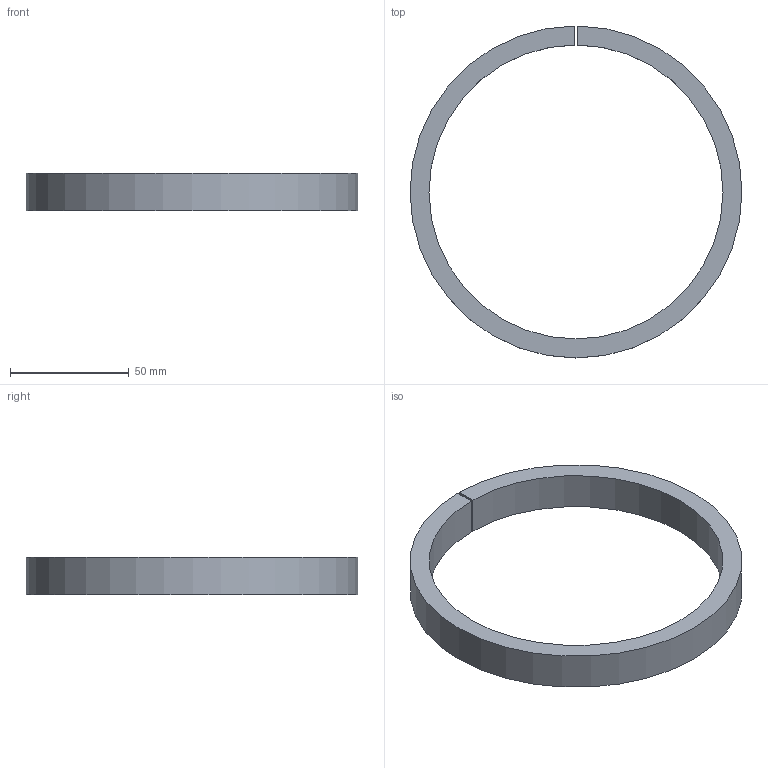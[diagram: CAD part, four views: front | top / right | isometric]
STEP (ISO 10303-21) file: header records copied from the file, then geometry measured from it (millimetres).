
FILE_DESCRIPTION (( 'STEP AP203' ), '1' );
FILE_NAME ('5638-140.step', '2020-05-19T08:24:44', ( '' ), ( '' ), 'SwSTEP 2.0', 'SolidWorks 2015', '' );
FILE_SCHEMA (( 'CONFIG_CONTROL_DESIGN' ));
Length unit declared in the file: millimetre
Products named in the file (1): 5638-140
Bounding box: 140 x 140 x 16 mm (x, y, z)
Volume: 52952.2 mm3; surface area: 20118.5 mm2
Topology: 1 solids, 1 shells, 224 faces, 594 edges, 396 vertices
Faces by surface type: plane 117, bspline 105, cylinder 2
Entity records: 12489 total; most frequent: CARTESIAN_POINT 7560, ORIENTED_EDGE 1188, DIRECTION 628, EDGE_CURVE 594, VERTEX_POINT 396, VECTOR 380, LINE 380, EDGE_LOOP 248
